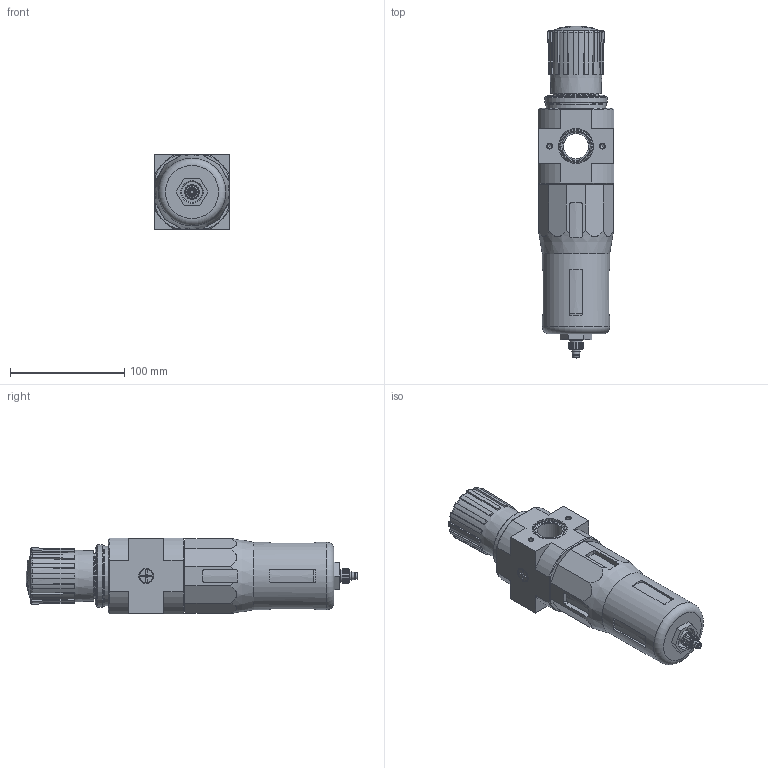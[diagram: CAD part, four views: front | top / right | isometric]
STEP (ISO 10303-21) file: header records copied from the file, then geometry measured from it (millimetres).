
FILE_DESCRIPTION(/* description */ ('STEP AP214'),/* implementation_level */ '2;1');
FILE_NAME(/* name */ '546514_LFR-D-7-DI-MAXI',/* time_stamp */ '2024-09-04T16:54:44+02:00',/* author */ ('License CC BY-ND 4.0'),/* organization */ ('CADENAS'),/* preprocessor_version */ 'ST-DEVELOPER v19.3',/* originating_system */ 'PARTsolutions',/* authorisation */ ' ');
FILE_SCHEMA (('AUTOMOTIVE_DESIGN {1 0 10303 214 3 1 1}'));
Length unit declared in the file: millimetre
Products named in the file (5): 546514 LFR-D-7-DI-MAXI---(0); 395843 LFR-D-7-DI-MAXI--(0); 398012 LRVS-D-MINI; 125696 LR/LFR-D-MAXI; 648415 LF
Assembly tree (4 placements, depth 2):
  546514 LFR-D-7-DI-MAXI---(0)
    395843 LFR-D-7-DI-MAXI--(0)
    398012 LRVS-D-MINI
    125696 LR/LFR-D-MAXI
    648415 LF
Bounding box: 66 x 290 x 66 mm (x, y, z)
Volume: 741696.3 mm3; surface area: 77789.5 mm2
Topology: 4 solids, 5 shells, 434 faces, 1143 edges, 746 vertices
Faces by surface type: plane 227, cylinder 92, cone 60, torus 50, sphere 5
Full cylindrical faces by diameter (mm): 2 x1, 3 x1, 4.134 x4, 4.2 x1, 5.6 x1, 6.4 x1, 6.8 x1, 7.1 x1, 9 x1, 9.5 x1, 11.2 x1, 11.445 x2, 12.6 x1, 13.157 x1, 18 x1, 22 x1, 30 x2, 39 x1, 40 x1, 50.2 x1, 50.376 x1, 52 x1, 53.5 x1, 54.8 x1, 58.8 x1, 59 x1, 59.1 x1
Entity records: 15817 total; most frequent: CARTESIAN_POINT 3243, ORIENTED_EDGE 2092, DIRECTION 2034, EDGE_CURVE 1046, AXIS2_PLACEMENT_3D 823, VERTEX_POINT 730, FACE_BOUND 556, EDGE_LOOP 552
